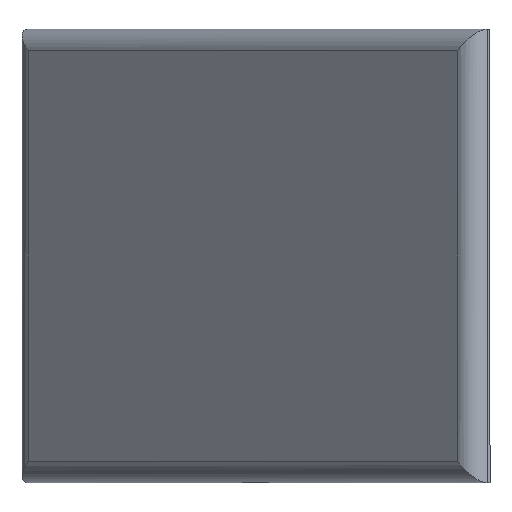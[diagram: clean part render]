
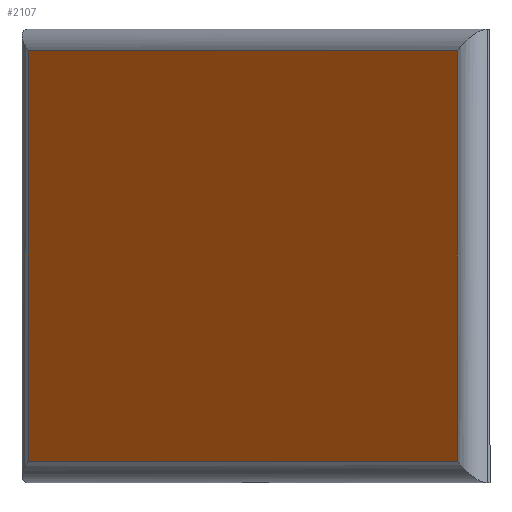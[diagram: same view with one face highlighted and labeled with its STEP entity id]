
A CAD part, left-side view. The second image highlights one B-rep face of the part: STEP entity #2107.
In plain terms, the highlighted face is planar.
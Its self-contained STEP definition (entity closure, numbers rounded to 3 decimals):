
#1307=ORIENTED_EDGE('',*,*,#1603,.F.);
#1308=ORIENTED_EDGE('',*,*,#1601,.F.);
#1309=ORIENTED_EDGE('',*,*,#1696,.T.);
#1310=ORIENTED_EDGE('',*,*,#1694,.T.);
#1325=VECTOR('',#1802,1.);
#1327=VECTOR('',#1806,1.);
#1417=VECTOR('',#1968,1.);
#1418=VECTOR('',#1973,1.);
#1426=LINE('',#2135,#1325);
#1428=LINE('',#2140,#1327);
#1518=LINE('',#2324,#1417);
#1519=LINE('',#2327,#1418);
#1525=VERTEX_POINT('',#2123);
#1530=VERTEX_POINT('',#2133);
#1532=VERTEX_POINT('',#2139);
#1590=VERTEX_POINT('',#2323);
#1601=EDGE_CURVE('',#1530,#1525,#1426,.T.);
#1603=EDGE_CURVE('',#1525,#1532,#1428,.T.);
#1694=EDGE_CURVE('',#1590,#1532,#1518,.T.);
#1696=EDGE_CURVE('',#1530,#1590,#1519,.T.);
#1738=EDGE_LOOP('',(#1307,#1308,#1309,#1310));
#1781=FACE_BOUND('',#1738,.T.);
#1802=DIRECTION('',(99.,0.,0.));
#1806=DIRECTION('',(0.,0.,-67.));
#1968=DIRECTION('',(99.,0.,0.));
#1971=DIRECTION('',(0.,-1.,0.));
#1972=DIRECTION('',(-1.,0.,0.));
#1973=DIRECTION('',(0.,0.,-67.));
#2027=AXIS2_PLACEMENT_3D('',#2326,#1971,#1972);
#2067=PLANE('',#2027);
#2107=ADVANCED_FACE('',(#1781),#2067,.T.);
#2123=CARTESIAN_POINT('',(49.5,-4.,33.7));
#2133=CARTESIAN_POINT('',(-49.5,-4.,33.7));
#2135=CARTESIAN_POINT('',(-49.5,-4.,33.7));
#2139=CARTESIAN_POINT('',(49.5,-4.,-33.3));
#2140=CARTESIAN_POINT('',(49.5,-4.,33.7));
#2323=CARTESIAN_POINT('',(-49.5,-4.,-33.3));
#2324=CARTESIAN_POINT('',(-49.5,-4.,-33.3));
#2326=CARTESIAN_POINT('',(49.5,-4.,33.7));
#2327=CARTESIAN_POINT('',(-49.5,-4.,33.7));
